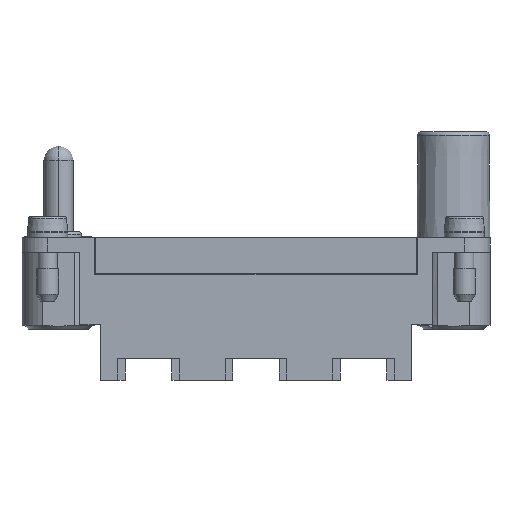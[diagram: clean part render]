
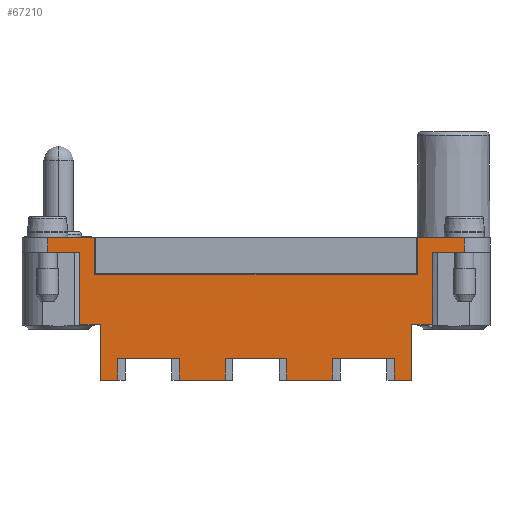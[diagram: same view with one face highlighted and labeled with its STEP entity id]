
A CAD part, front view. The second image highlights one B-rep face of the part: STEP entity #67210.
In plain terms, the highlighted face is planar.
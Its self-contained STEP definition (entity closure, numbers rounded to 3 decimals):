
#7090=CARTESIAN_POINT('',(-2.752,43.557,-34.));
#7100=VERTEX_POINT('',#7090);
#7130=CARTESIAN_POINT('',(-2.752,0.,-34.));
#7140=DIRECTION('',(0.,-1.,0.));
#7150=VECTOR('',#7140,1.);
#7160=LINE('',#7130,#7150);
#7170=CARTESIAN_POINT('',(-2.752,38.557,-34.));
#7180=VERTEX_POINT('',#7170);
#7190=EDGE_CURVE('',#7100,#7180,#7160,.T.);
#10620=CARTESIAN_POINT('',(8.788,24.057,-34.));
#10630=VERTEX_POINT('',#10620);
#10660=CARTESIAN_POINT('',(8.788,0.,-34.));
#10670=DIRECTION('',(0.,1.,0.));
#10680=VECTOR('',#10670,1.);
#10690=LINE('',#10660,#10680);
#10700=CARTESIAN_POINT('',(8.788,27.057,-34.));
#10710=VERTEX_POINT('',#10700);
#10720=EDGE_CURVE('',#10630,#10710,#10690,.T.);
#12820=CARTESIAN_POINT('',(-4.802,31.757,-34.));
#12830=VERTEX_POINT('',#12820);
#12860=CARTESIAN_POINT('',(-4.802,0.,-34.));
#12870=DIRECTION('',(0.,-1.,0.));
#12880=VECTOR('',#12870,1.);
#12890=LINE('',#12860,#12880);
#12900=CARTESIAN_POINT('',(-4.802,41.557,-34.));
#12910=VERTEX_POINT('',#12900);
#12920=EDGE_CURVE('',#12910,#12830,#12890,.T.);
#18620=CARTESIAN_POINT('',(43.398,41.557,-34.));
#18630=VERTEX_POINT('',#18620);
#18660=CARTESIAN_POINT('',(43.398,0.,-34.));
#18670=DIRECTION('',(0.,-1.,0.));
#18680=VECTOR('',#18670,1.);
#18690=LINE('',#18660,#18680);
#18700=CARTESIAN_POINT('',(43.398,31.757,-34.));
#18710=VERTEX_POINT('',#18700);
#18720=EDGE_CURVE('',#18630,#18710,#18690,.T.);
#19780=CARTESIAN_POINT('',(47.798,41.557,-34.));
#19790=VERTEX_POINT('',#19780);
#19970=CARTESIAN_POINT('',(47.798,43.557,-34.));
#19980=VERTEX_POINT('',#19970);
#20010=CARTESIAN_POINT('',(47.798,0.,-34.));
#20020=DIRECTION('',(0.,-1.,0.));
#20030=VECTOR('',#20020,1.);
#20040=LINE('',#20010,#20030);
#20050=EDGE_CURVE('',#19980,#19790,#20040,.T.);
#30030=CARTESIAN_POINT('',(0.,31.757,-34.));
#30040=DIRECTION('',(1.,0.,0.));
#30050=VECTOR('',#30040,1.);
#30060=LINE('',#30030,#30050);
#30070=CARTESIAN_POINT('',(40.588,31.757,-34.));
#30080=VERTEX_POINT('',#30070);
#30090=EDGE_CURVE('',#30080,#18710,#30060,.T.);
#30870=CARTESIAN_POINT('',(-2.012,0.,-34.));
#30880=DIRECTION('',(0.,1.,0.));
#30890=VECTOR('',#30880,1.);
#30900=LINE('',#30870,#30890);
#30910=CARTESIAN_POINT('',(-2.012,24.057,-34.));
#30920=VERTEX_POINT('',#30910);
#30930=CARTESIAN_POINT('',(-2.012,31.757,-34.));
#30940=VERTEX_POINT('',#30930);
#30950=EDGE_CURVE('',#30920,#30940,#30900,.T.);
#31480=CARTESIAN_POINT('',(38.188,24.057,-34.));
#31490=VERTEX_POINT('',#31480);
#31520=CARTESIAN_POINT('',(38.188,0.,-34.));
#31530=DIRECTION('',(0.,1.,0.));
#31540=VECTOR('',#31530,1.);
#31550=LINE('',#31520,#31540);
#31560=CARTESIAN_POINT('',(38.188,27.057,-34.));
#31570=VERTEX_POINT('',#31560);
#31580=EDGE_CURVE('',#31490,#31570,#31550,.T.);
#31950=CARTESIAN_POINT('',(23.488,24.057,-34.));
#31960=VERTEX_POINT('',#31950);
#31990=CARTESIAN_POINT('',(23.488,0.,-34.));
#32000=DIRECTION('',(0.,1.,0.));
#32010=VECTOR('',#32000,1.);
#32020=LINE('',#31990,#32010);
#32030=CARTESIAN_POINT('',(23.488,27.057,-34.));
#32040=VERTEX_POINT('',#32030);
#32050=EDGE_CURVE('',#31960,#32040,#32020,.T.);
#35950=CARTESIAN_POINT('',(0.388,27.057,-34.));
#35960=VERTEX_POINT('',#35950);
#36010=CARTESIAN_POINT('',(0.388,0.,-34.));
#36020=DIRECTION('',(0.,-1.,0.));
#36030=VECTOR('',#36020,1.);
#36040=LINE('',#36010,#36030);
#36050=CARTESIAN_POINT('',(0.388,24.057,-34.));
#36060=VERTEX_POINT('',#36050);
#36070=EDGE_CURVE('',#35960,#36060,#36040,.T.);
#36840=CARTESIAN_POINT('',(41.348,38.557,-34.));
#36850=VERTEX_POINT('',#36840);
#36900=CARTESIAN_POINT('',(0.,38.557,-34.));
#36910=DIRECTION('',(1.,0.,0.));
#36920=VECTOR('',#36910,1.);
#36930=LINE('',#36900,#36920);
#36940=EDGE_CURVE('',#7180,#36850,#36930,.T.);
#38580=CARTESIAN_POINT('',(29.788,27.057,-34.));
#38590=VERTEX_POINT('',#38580);
#38640=CARTESIAN_POINT('',(29.788,0.,-34.));
#38650=DIRECTION('',(0.,-1.,0.));
#38660=VECTOR('',#38650,1.);
#38670=LINE('',#38640,#38660);
#38680=CARTESIAN_POINT('',(29.788,24.057,-34.));
#38690=VERTEX_POINT('',#38680);
#38700=EDGE_CURVE('',#38590,#38690,#38670,.T.);
#41620=CARTESIAN_POINT('',(15.088,27.057,-34.));
#41630=VERTEX_POINT('',#41620);
#41680=CARTESIAN_POINT('',(15.088,0.,-34.));
#41690=DIRECTION('',(0.,-1.,0.));
#41700=VECTOR('',#41690,1.);
#41710=LINE('',#41680,#41700);
#41720=CARTESIAN_POINT('',(15.088,24.057,-34.));
#41730=VERTEX_POINT('',#41720);
#41740=EDGE_CURVE('',#41630,#41730,#41710,.T.);
#42090=CARTESIAN_POINT('',(40.588,24.057,-34.));
#42100=VERTEX_POINT('',#42090);
#42220=CARTESIAN_POINT('',(40.588,0.,-34.));
#42230=DIRECTION('',(0.,-1.,0.));
#42240=VECTOR('',#42230,1.);
#42250=LINE('',#42220,#42240);
#42260=EDGE_CURVE('',#30080,#42100,#42250,.T.);
#49270=CARTESIAN_POINT('',(0.,31.757,-34.));
#49280=DIRECTION('',(1.,0.,0.));
#49290=VECTOR('',#49280,1.);
#49300=LINE('',#49270,#49290);
#49310=EDGE_CURVE('',#12830,#30940,#49300,.T.);
#65160=CARTESIAN_POINT('',(0.,41.557,-34.));
#65170=DIRECTION('',(-1.,0.,0.));
#65180=VECTOR('',#65170,1.);
#65190=LINE('',#65160,#65180);
#65200=CARTESIAN_POINT('',(-9.202,41.557,-34.));
#65210=VERTEX_POINT('',#65200);
#65220=EDGE_CURVE('',#12910,#65210,#65190,.T.);
#66260=CARTESIAN_POINT('',(68.898,44.557,-34.));
#66270=DIRECTION('',(0.,0.,-1.));
#66280=DIRECTION('',(1.,0.,0.));
#66290=AXIS2_PLACEMENT_3D('',#66260,#66270,#66280);
#66300=PLANE('',#66290);
#66310=ORIENTED_EDGE('',*,*,#12920,.F.);
#66320=ORIENTED_EDGE('',*,*,#49310,.F.);
#66330=ORIENTED_EDGE('',*,*,#30950,.T.);
#66340=CARTESIAN_POINT('',(0.,24.057,-34.));
#66350=DIRECTION('',(1.,0.,0.));
#66360=VECTOR('',#66350,1.);
#66370=LINE('',#66340,#66360);
#66380=EDGE_CURVE('',#30920,#36060,#66370,.T.);
#66390=ORIENTED_EDGE('',*,*,#66380,.F.);
#66400=ORIENTED_EDGE('',*,*,#36070,.T.);
#66410=CARTESIAN_POINT('',(0.,27.057,-34.));
#66420=DIRECTION('',(-1.,0.,0.));
#66430=VECTOR('',#66420,1.);
#66440=LINE('',#66410,#66430);
#66450=EDGE_CURVE('',#10710,#35960,#66440,.T.);
#66460=ORIENTED_EDGE('',*,*,#66450,.T.);
#66470=ORIENTED_EDGE('',*,*,#10720,.T.);
#66480=CARTESIAN_POINT('',(0.,24.057,-34.));
#66490=DIRECTION('',(1.,0.,0.));
#66500=VECTOR('',#66490,1.);
#66510=LINE('',#66480,#66500);
#66520=EDGE_CURVE('',#10630,#41730,#66510,.T.);
#66530=ORIENTED_EDGE('',*,*,#66520,.F.);
#66540=ORIENTED_EDGE('',*,*,#41740,.T.);
#66550=CARTESIAN_POINT('',(0.,27.057,-34.));
#66560=DIRECTION('',(-1.,0.,0.));
#66570=VECTOR('',#66560,1.);
#66580=LINE('',#66550,#66570);
#66590=EDGE_CURVE('',#32040,#41630,#66580,.T.);
#66600=ORIENTED_EDGE('',*,*,#66590,.T.);
#66610=ORIENTED_EDGE('',*,*,#32050,.T.);
#66620=CARTESIAN_POINT('',(0.,24.057,-34.));
#66630=DIRECTION('',(-1.,0.,0.));
#66640=VECTOR('',#66630,1.);
#66650=LINE('',#66620,#66640);
#66660=EDGE_CURVE('',#38690,#31960,#66650,.T.);
#66670=ORIENTED_EDGE('',*,*,#66660,.T.);
#66680=ORIENTED_EDGE('',*,*,#38700,.T.);
#66690=CARTESIAN_POINT('',(0.,27.057,-34.));
#66700=DIRECTION('',(-1.,0.,0.));
#66710=VECTOR('',#66700,1.);
#66720=LINE('',#66690,#66710);
#66730=EDGE_CURVE('',#31570,#38590,#66720,.T.);
#66740=ORIENTED_EDGE('',*,*,#66730,.T.);
#66750=ORIENTED_EDGE('',*,*,#31580,.T.);
#66760=EDGE_CURVE('',#42100,#31490,#66650,.T.);
#66770=ORIENTED_EDGE('',*,*,#66760,.T.);
#66780=ORIENTED_EDGE('',*,*,#42260,.T.);
#66790=ORIENTED_EDGE('',*,*,#30090,.F.);
#66800=ORIENTED_EDGE('',*,*,#18720,.T.);
#66810=CARTESIAN_POINT('',(0.,41.557,-34.));
#66820=DIRECTION('',(1.,0.,0.));
#66830=VECTOR('',#66820,1.);
#66840=LINE('',#66810,#66830);
#66850=EDGE_CURVE('',#18630,#19790,#66840,.T.);
#66860=ORIENTED_EDGE('',*,*,#66850,.F.);
#66870=ORIENTED_EDGE('',*,*,#20050,.T.);
#66880=CARTESIAN_POINT('',(0.,43.557,-34.));
#66890=DIRECTION('',(-1.,0.,0.));
#66900=VECTOR('',#66890,1.);
#66910=LINE('',#66880,#66900);
#66920=CARTESIAN_POINT('',(41.348,43.557,-34.));
#66930=VERTEX_POINT('',#66920);
#66940=EDGE_CURVE('',#19980,#66930,#66910,.T.);
#66950=ORIENTED_EDGE('',*,*,#66940,.F.);
#66960=CARTESIAN_POINT('',(41.348,0.,-34.));
#66970=DIRECTION('',(0.,1.,0.));
#66980=VECTOR('',#66970,1.);
#66990=LINE('',#66960,#66980);
#67000=EDGE_CURVE('',#36850,#66930,#66990,.T.);
#67010=ORIENTED_EDGE('',*,*,#67000,.T.);
#67020=ORIENTED_EDGE('',*,*,#36940,.T.);
#67030=ORIENTED_EDGE('',*,*,#7190,.T.);
#67040=CARTESIAN_POINT('',(-4.752,43.557,-34.));
#67050=DIRECTION('',(1.,0.,0.));
#67060=VECTOR('',#67050,1.);
#67070=LINE('',#67040,#67060);
#67080=CARTESIAN_POINT('',(-9.202,43.557,-34.));
#67090=VERTEX_POINT('',#67080);
#67100=EDGE_CURVE('',#67090,#7100,#67070,.T.);
#67110=ORIENTED_EDGE('',*,*,#67100,.T.);
#67120=CARTESIAN_POINT('',(-9.202,0.,-34.));
#67130=DIRECTION('',(0.,-1.,0.));
#67140=VECTOR('',#67130,1.);
#67150=LINE('',#67120,#67140);
#67160=EDGE_CURVE('',#67090,#65210,#67150,.T.);
#67170=ORIENTED_EDGE('',*,*,#67160,.F.);
#67180=ORIENTED_EDGE('',*,*,#65220,.T.);
#67190=EDGE_LOOP('',(#67180,#67170,#67110,#67030,#67020,#67010,#66950,
#66870,#66860,#66800,#66790,#66780,#66770,#66750,#66740,#66680,#66670,
#66610,#66600,#66540,#66530,#66470,#66460,#66400,#66390,#66330,#66320,
#66310));
#67200=FACE_OUTER_BOUND('',#67190,.T.);
#67210=ADVANCED_FACE('',(#67200),#66300,.T.);
